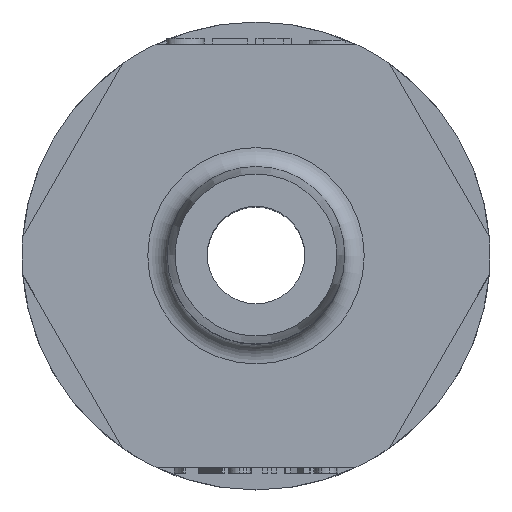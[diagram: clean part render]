
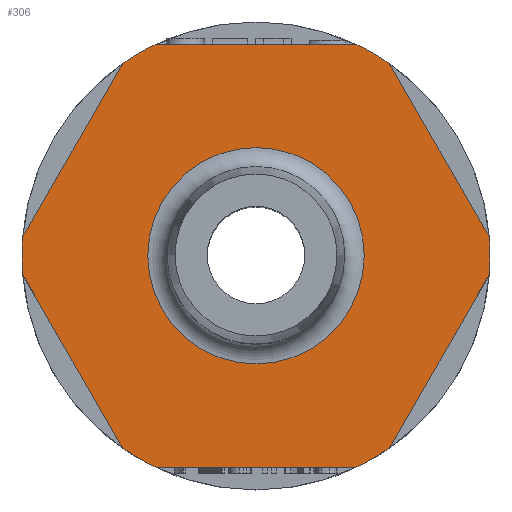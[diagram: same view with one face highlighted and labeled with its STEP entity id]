
A CAD part, top view. The second image highlights one B-rep face of the part: STEP entity #306.
In plain terms, the highlighted planar face has unit normal (0, 0, 1).
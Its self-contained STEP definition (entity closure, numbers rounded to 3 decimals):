
#263=CIRCLE('',#2927,5.55);
#266=CIRCLE('',#2933,12.);
#267=CIRCLE('',#2934,12.);
#268=CIRCLE('',#2935,12.);
#269=CIRCLE('',#2936,12.);
#270=CIRCLE('',#2937,12.);
#271=CIRCLE('',#2938,12.);
#306=ADVANCED_FACE('',(#927,#928),#463,.T.);
#463=PLANE('',#2939);
#557=LINE('',#3938,#701);
#561=LINE('',#3947,#705);
#566=LINE('',#4165,#710);
#567=LINE('',#4170,#711);
#568=LINE('',#4175,#712);
#569=LINE('',#4179,#713);
#701=VECTOR('',#3066,1.);
#705=VECTOR('',#3072,1.);
#710=VECTOR('',#3135,1.);
#711=VECTOR('',#3138,1.);
#712=VECTOR('',#3143,1.);
#713=VECTOR('',#3146,1.);
#927=FACE_BOUND('',#987,.T.);
#928=FACE_BOUND('',#988,.T.);
#987=EDGE_LOOP('',(#1285));
#988=EDGE_LOOP('',(#1286,#1287,#1288,#1289,#1290,#1291,#1292,#1293,#1294,
#1295,#1296,#1297));
#1285=ORIENTED_EDGE('',*,*,#2356,.F.);
#1286=ORIENTED_EDGE('',*,*,#2359,.F.);
#1287=ORIENTED_EDGE('',*,*,#2360,.F.);
#1288=ORIENTED_EDGE('',*,*,#2361,.F.);
#1289=ORIENTED_EDGE('',*,*,#2362,.F.);
#1290=ORIENTED_EDGE('',*,*,#2308,.F.);
#1291=ORIENTED_EDGE('',*,*,#2363,.F.);
#1292=ORIENTED_EDGE('',*,*,#2364,.F.);
#1293=ORIENTED_EDGE('',*,*,#2365,.F.);
#1294=ORIENTED_EDGE('',*,*,#2366,.F.);
#1295=ORIENTED_EDGE('',*,*,#2367,.F.);
#1296=ORIENTED_EDGE('',*,*,#2304,.T.);
#1297=ORIENTED_EDGE('',*,*,#2368,.F.);
#2025=VERTEX_POINT('',#3932);
#2028=VERTEX_POINT('',#3937);
#2030=VERTEX_POINT('',#3942);
#2032=VERTEX_POINT('',#3946);
#2080=VERTEX_POINT('',#4157);
#2083=VERTEX_POINT('',#4166);
#2084=VERTEX_POINT('',#4167);
#2085=VERTEX_POINT('',#4169);
#2086=VERTEX_POINT('',#4171);
#2087=VERTEX_POINT('',#4174);
#2088=VERTEX_POINT('',#4176);
#2089=VERTEX_POINT('',#4178);
#2090=VERTEX_POINT('',#4180);
#2304=EDGE_CURVE('',#2025,#2028,#557,.T.);
#2308=EDGE_CURVE('',#2032,#2030,#561,.T.);
#2356=EDGE_CURVE('',#2080,#2080,#263,.T.);
#2359=EDGE_CURVE('',#2083,#2084,#566,.T.);
#2360=EDGE_CURVE('',#2085,#2083,#266,.T.);
#2361=EDGE_CURVE('',#2086,#2085,#567,.T.);
#2362=EDGE_CURVE('',#2030,#2086,#267,.T.);
#2363=EDGE_CURVE('',#2087,#2032,#268,.T.);
#2364=EDGE_CURVE('',#2088,#2087,#568,.T.);
#2365=EDGE_CURVE('',#2089,#2088,#269,.T.);
#2366=EDGE_CURVE('',#2090,#2089,#569,.T.);
#2367=EDGE_CURVE('',#2025,#2090,#270,.T.);
#2368=EDGE_CURVE('',#2084,#2028,#271,.T.);
#2927=AXIS2_PLACEMENT_3D('',#4156,#3123,#3124);
#2933=AXIS2_PLACEMENT_3D('',#4168,#3136,#3137);
#2934=AXIS2_PLACEMENT_3D('',#4172,#3139,#3140);
#2935=AXIS2_PLACEMENT_3D('',#4173,#3141,#3142);
#2936=AXIS2_PLACEMENT_3D('',#4177,#3144,#3145);
#2937=AXIS2_PLACEMENT_3D('',#4181,#3147,#3148);
#2938=AXIS2_PLACEMENT_3D('',#4182,#3149,#3150);
#2939=AXIS2_PLACEMENT_3D('',#4183,#3151,#3152);
#3066=DIRECTION('',(1.,0.,0.));
#3072=DIRECTION('',(1.,0.,0.));
#3123=DIRECTION('',(0.,0.,1.));
#3124=DIRECTION('',(1.,0.,0.));
#3135=DIRECTION('',(-0.5,-0.866,0.));
#3136=DIRECTION('',(0.,0.,-1.));
#3137=DIRECTION('',(1.,0.,0.));
#3138=DIRECTION('',(0.5,-0.866,0.));
#3139=DIRECTION('',(0.,0.,-1.));
#3140=DIRECTION('',(1.,0.,0.));
#3141=DIRECTION('',(0.,0.,-1.));
#3142=DIRECTION('',(1.,0.,0.));
#3143=DIRECTION('',(0.5,0.866,0.));
#3144=DIRECTION('',(0.,0.,-1.));
#3145=DIRECTION('',(1.,0.,0.));
#3146=DIRECTION('',(-0.5,0.866,0.));
#3147=DIRECTION('',(0.,0.,-1.));
#3148=DIRECTION('',(1.,0.,0.));
#3149=DIRECTION('',(0.,0.,-1.));
#3150=DIRECTION('',(1.,0.,0.));
#3151=DIRECTION('',(0.,0.,1.));
#3152=DIRECTION('',(1.,0.,0.));
#3932=CARTESIAN_POINT('',(-5.126,52.65,3.3));
#3937=CARTESIAN_POINT('',(5.126,52.65,3.3));
#3938=CARTESIAN_POINT('',(14.9,52.65,3.3));
#3942=CARTESIAN_POINT('',(5.126,74.35,3.3));
#3946=CARTESIAN_POINT('',(-5.126,74.35,3.3));
#3947=CARTESIAN_POINT('',(-14.9,74.35,3.3));
#4156=CARTESIAN_POINT('',(0.,63.5,3.3));
#4157=CARTESIAN_POINT('',(5.55,63.5,3.3));
#4165=CARTESIAN_POINT('',(16.846,70.979,3.3));
#4166=CARTESIAN_POINT('',(11.959,62.514,3.3));
#4167=CARTESIAN_POINT('',(6.833,53.636,3.3));
#4168=CARTESIAN_POINT('',(0.,63.5,3.3));
#4169=CARTESIAN_POINT('',(11.959,64.486,3.3));
#4170=CARTESIAN_POINT('',(1.946,81.829,3.3));
#4171=CARTESIAN_POINT('',(6.833,73.364,3.3));
#4172=CARTESIAN_POINT('',(0.,63.5,3.3));
#4173=CARTESIAN_POINT('',(0.,63.5,3.3));
#4174=CARTESIAN_POINT('',(-6.833,73.364,3.3));
#4175=CARTESIAN_POINT('',(-16.846,56.021,3.3));
#4176=CARTESIAN_POINT('',(-11.959,64.486,3.3));
#4177=CARTESIAN_POINT('',(0.,63.5,3.3));
#4178=CARTESIAN_POINT('',(-11.959,62.514,3.3));
#4179=CARTESIAN_POINT('',(-1.946,45.171,3.3));
#4180=CARTESIAN_POINT('',(-6.833,53.636,3.3));
#4181=CARTESIAN_POINT('',(0.,63.5,3.3));
#4182=CARTESIAN_POINT('',(0.,63.5,3.3));
#4183=CARTESIAN_POINT('',(0.,63.5,3.3));
